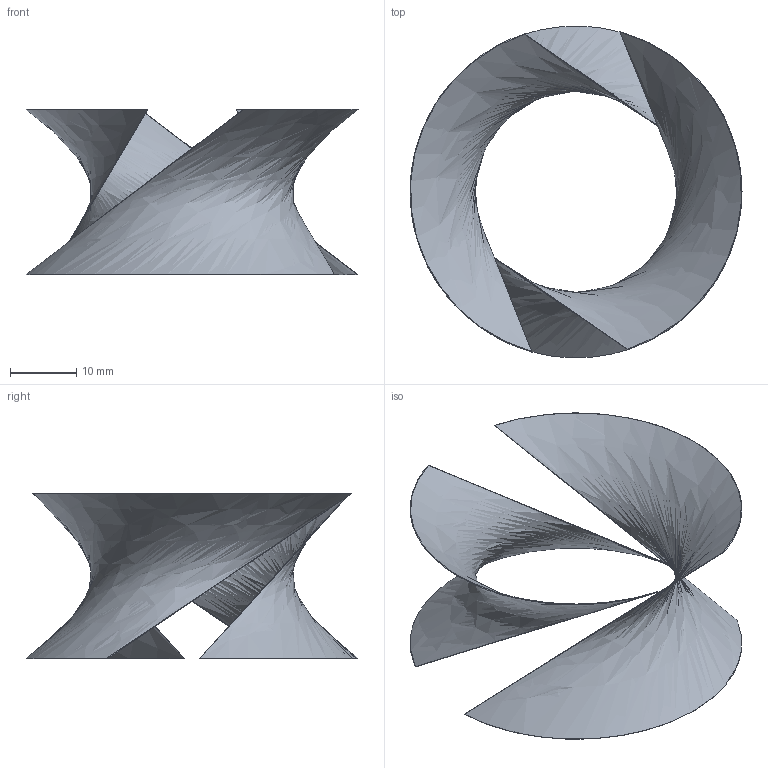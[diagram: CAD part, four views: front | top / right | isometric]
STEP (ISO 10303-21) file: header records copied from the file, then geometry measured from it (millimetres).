
FILE_DESCRIPTION(/* description */ (''),/* implementation_level */ '2;1');
FILE_NAME(/* name */ 'test scure x y.step',/* time_stamp */ '2024-05-04T12:29:05+10:00',/* author */ (''),/* organization */ (''),/* preprocessor_version */ 'ST-DEVELOPER v20',/* originating_system */ 'Autodesk Translation Framework v12.20.1.177',/* authorisation */ '');
FILE_SCHEMA (('AUTOMOTIVE_DESIGN { 1 0 10303 214 3 1 1 }'));
Length unit declared in the file: millimetre
Products named in the file (1): test scure x y
Bounding box: 50.12 x 50.11 x 25 mm (x, y, z)
Volume: 325.5 mm3; surface area: 6481.3 mm2
Topology: 2 solids, 2 shells, 12 faces, 24 edges, 16 vertices
Faces by surface type: bspline 8, cone 4
Entity records: 766 total; most frequent: CARTESIAN_POINT 517, ORIENTED_EDGE 48, DIRECTION 30, EDGE_CURVE 24, VERTEX_POINT 16, LINE 12, VECTOR 12, FACE_OUTER_BOUND 12
